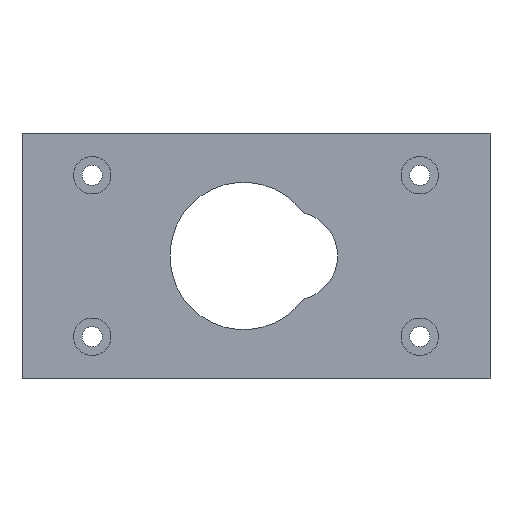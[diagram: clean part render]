
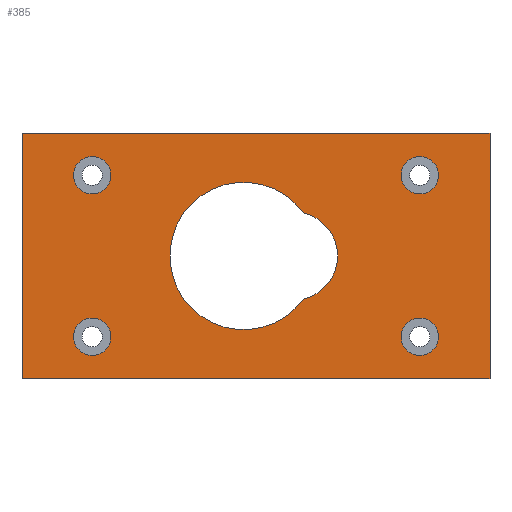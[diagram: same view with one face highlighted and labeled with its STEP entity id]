
A CAD part, left-side view. The second image highlights one B-rep face of the part: STEP entity #385.
In plain terms, the highlighted planar face has unit normal (-1, 0, 0).
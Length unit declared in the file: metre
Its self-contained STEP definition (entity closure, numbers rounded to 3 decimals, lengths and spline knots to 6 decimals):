
#28=CIRCLE('',#423,0.008);
#30=CIRCLE('',#426,0.002032);
#32=CIRCLE('',#429,0.002032);
#34=CIRCLE('',#432,0.002032);
#35=CIRCLE('',#434,0.0048);
#37=CIRCLE('',#437,0.002032);
#92=ORIENTED_EDGE('',*,*,#166,.T.);
#93=ORIENTED_EDGE('',*,*,#168,.F.);
#94=ORIENTED_EDGE('',*,*,#170,.F.);
#95=ORIENTED_EDGE('',*,*,#159,.F.);
#96=ORIENTED_EDGE('',*,*,#139,.T.);
#97=ORIENTED_EDGE('',*,*,#161,.T.);
#98=ORIENTED_EDGE('',*,*,#144,.F.);
#99=ORIENTED_EDGE('',*,*,#163,.F.);
#100=ORIENTED_EDGE('',*,*,#171,.F.);
#101=ORIENTED_EDGE('',*,*,#173,.T.);
#139=EDGE_CURVE('',#186,#185,#221,.T.);
#144=EDGE_CURVE('',#190,#191,#226,.T.);
#159=EDGE_CURVE('',#186,#190,#235,.T.);
#161=EDGE_CURVE('',#185,#191,#237,.T.);
#163=EDGE_CURVE('',#202,#203,#28,.T.);
#166=EDGE_CURVE('',#205,#205,#30,.F.);
#168=EDGE_CURVE('',#207,#207,#32,.T.);
#170=EDGE_CURVE('',#209,#209,#34,.T.);
#171=EDGE_CURVE('',#203,#202,#35,.T.);
#173=EDGE_CURVE('',#211,#211,#37,.F.);
#185=VERTEX_POINT('',#583);
#186=VERTEX_POINT('',#585);
#190=VERTEX_POINT('',#594);
#191=VERTEX_POINT('',#596);
#202=VERTEX_POINT('',#629);
#203=VERTEX_POINT('',#631);
#205=VERTEX_POINT('',#637);
#207=VERTEX_POINT('',#642);
#209=VERTEX_POINT('',#647);
#211=VERTEX_POINT('',#654);
#221=LINE('',#584,#247);
#226=LINE('',#595,#252);
#235=LINE('',#623,#261);
#237=LINE('',#626,#263);
#247=VECTOR('',#464,1.);
#252=VECTOR('',#471,1.);
#261=VECTOR('',#496,1.);
#263=VECTOR('',#500,1.);
#288=EDGE_LOOP('',(#92));
#289=EDGE_LOOP('',(#93));
#290=EDGE_LOOP('',(#94));
#291=EDGE_LOOP('',(#95,#96,#97,#98));
#292=EDGE_LOOP('',(#99,#100));
#293=EDGE_LOOP('',(#101));
#334=FACE_BOUND('',#288,.T.);
#335=FACE_BOUND('',#289,.T.);
#336=FACE_BOUND('',#290,.T.);
#337=FACE_BOUND('',#291,.T.);
#338=FACE_BOUND('',#292,.T.);
#339=FACE_BOUND('',#293,.T.);
#365=PLANE('',#438);
#385=ADVANCED_FACE('',(#334,#335,#336,#337,#338,#339),#365,.T.);
#423=AXIS2_PLACEMENT_3D('',#630,#504,#505);
#426=AXIS2_PLACEMENT_3D('',#636,#511,#512);
#429=AXIS2_PLACEMENT_3D('',#641,#517,#518);
#432=AXIS2_PLACEMENT_3D('',#646,#523,#524);
#434=AXIS2_PLACEMENT_3D('',#649,#527,#528);
#437=AXIS2_PLACEMENT_3D('',#653,#533,#534);
#438=AXIS2_PLACEMENT_3D('',#655,#535,#536);
#464=DIRECTION('',(0.,0.,-1.));
#471=DIRECTION('',(0.,0.,-1.));
#496=DIRECTION('',(0.,-1.,0.));
#500=DIRECTION('',(0.,-1.,0.));
#504=DIRECTION('',(-1.,0.,0.));
#505=DIRECTION('',(0.,-1.,0.));
#511=DIRECTION('',(-1.,0.,0.));
#512=DIRECTION('',(0.,-1.,0.));
#517=DIRECTION('',(-1.,0.,0.));
#518=DIRECTION('',(0.,-1.,0.));
#523=DIRECTION('',(-1.,0.,0.));
#524=DIRECTION('',(0.,-1.,0.));
#527=DIRECTION('',(-1.,0.,0.));
#528=DIRECTION('',(0.,-1.,0.));
#533=DIRECTION('',(-1.,0.,0.));
#534=DIRECTION('',(0.,-1.,0.));
#535=DIRECTION('',(-1.,0.,0.));
#536=DIRECTION('',(0.,1.,0.));
#583=CARTESIAN_POINT('',(-0.147672,-0.0001,0.161738));
#584=CARTESIAN_POINT('',(-0.147672,-0.0001,0.175073));
#585=CARTESIAN_POINT('',(-0.147672,-0.0001,0.188408));
#594=CARTESIAN_POINT('',(-0.147672,-0.0509,0.188408));
#595=CARTESIAN_POINT('',(-0.147672,-0.0509,0.175073));
#596=CARTESIAN_POINT('',(-0.147672,-0.0509,0.161738));
#623=CARTESIAN_POINT('',(-0.147672,-0.0255,0.188408));
#626=CARTESIAN_POINT('',(-0.147672,-0.0255,0.161738));
#629=CARTESIAN_POINT('',(-0.147672,-0.030645,0.179747));
#630=CARTESIAN_POINT('',(-0.147672,-0.024153,0.175073));
#631=CARTESIAN_POINT('',(-0.147672,-0.030645,0.170399));
#636=CARTESIAN_POINT('',(-0.147672,-0.00772,0.183836));
#637=CARTESIAN_POINT('',(-0.147672,-0.009752,0.183836));
#641=CARTESIAN_POINT('',(-0.147672,-0.04328,0.183836));
#642=CARTESIAN_POINT('',(-0.147672,-0.045312,0.183836));
#646=CARTESIAN_POINT('',(-0.147672,-0.00772,0.16631));
#647=CARTESIAN_POINT('',(-0.147672,-0.009752,0.16631));
#649=CARTESIAN_POINT('',(-0.147672,-0.029553,0.175073));
#653=CARTESIAN_POINT('',(-0.147672,-0.04328,0.16631));
#654=CARTESIAN_POINT('',(-0.147672,-0.045312,0.16631));
#655=CARTESIAN_POINT('',(-0.147672,-0.025208,0.175073));
